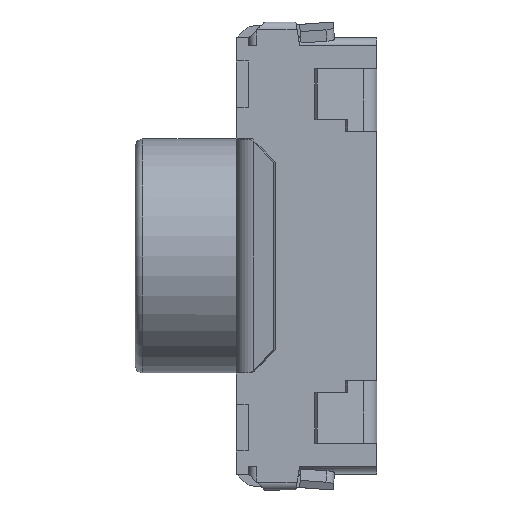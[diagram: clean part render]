
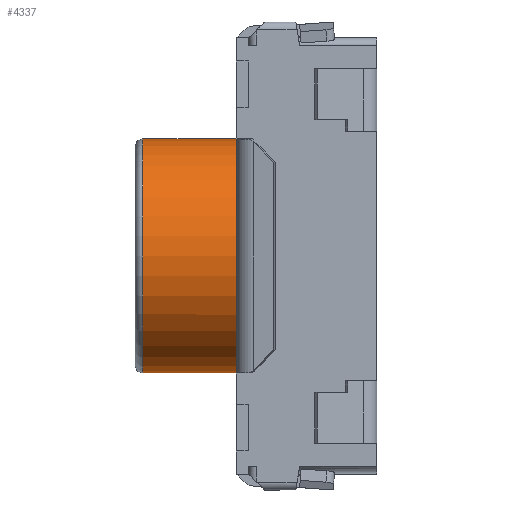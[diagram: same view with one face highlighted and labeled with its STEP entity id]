
A CAD part, left-side view. The second image highlights one B-rep face of the part: STEP entity #4337.
In plain terms, the highlighted cylindrical face has radius 1.5 mm (diameter 3 mm), a partial arc.
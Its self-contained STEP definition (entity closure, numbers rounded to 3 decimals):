
#18 = CARTESIAN_POINT ( 'NONE',  ( 0., 3., 1.5 ) ) ;
#144 = CARTESIAN_POINT ( 'NONE',  ( 0., 1.65, -1.5 ) ) ;
#156 = VERTEX_POINT ( 'NONE', #18 ) ;
#1129 = VERTEX_POINT ( 'NONE', #144 ) ;
#1303 = AXIS2_PLACEMENT_3D ( 'NONE', #8178, #1518, #2183 ) ;
#1447 = VECTOR ( 'NONE', #5076, 1000. ) ;
#1518 = DIRECTION ( 'NONE',  ( 0., -1., 0. ) ) ;
#1605 = CARTESIAN_POINT ( 'NONE',  ( 0., 1.65, 0. ) ) ;
#2183 = DIRECTION ( 'NONE',  ( 0., 0., -1. ) ) ;
#2270 = DIRECTION ( 'NONE',  ( 0., 0., 1. ) ) ;
#2420 = CARTESIAN_POINT ( 'NONE',  ( 0., 1.65, 1.5 ) ) ;
#2435 = ORIENTED_EDGE ( 'NONE', *, *, #7742, .T. ) ;
#2788 = DIRECTION ( 'NONE',  ( 0., -1., 0. ) ) ;
#3259 = AXIS2_PLACEMENT_3D ( 'NONE', #6795, #2788, #7463 ) ;
#3413 = EDGE_CURVE ( 'NONE', #3816, #1129, #4585, .T. ) ;
#3816 = VERTEX_POINT ( 'NONE', #6400 ) ;
#4337 = ADVANCED_FACE ( 'NONE', ( #7483 ), #6857, .T. ) ;
#4356 = VECTOR ( 'NONE', #5739, 1000. ) ;
#4585 = LINE ( 'NONE', #5053, #4356 ) ;
#4773 = ORIENTED_EDGE ( 'NONE', *, *, #8269, .F. ) ;
#5053 = CARTESIAN_POINT ( 'NONE',  ( 0., 3.1, -1.5 ) ) ;
#5076 = DIRECTION ( 'NONE',  ( 0., -1., 0. ) ) ;
#5523 = EDGE_LOOP ( 'NONE', ( #4773, #7825, #7946, #2435 ) ) ;
#5661 = VERTEX_POINT ( 'NONE', #2420 ) ;
#5728 = AXIS2_PLACEMENT_3D ( 'NONE', #1605, #6294, #2270 ) ;
#5727 = CARTESIAN_POINT ( 'NONE',  ( 0., 3.1, 1.5 ) ) ;
#5739 = DIRECTION ( 'NONE',  ( 0., -1., 0. ) ) ;
#6071 = CIRCLE ( 'NONE', #3259, 1.5 ) ;
#6294 = DIRECTION ( 'NONE',  ( 0., 1., 0. ) ) ;
#6400 = CARTESIAN_POINT ( 'NONE',  ( 0., 3., -1.5 ) ) ;
#6760 = EDGE_CURVE ( 'NONE', #156, #3816, #6071, .T. ) ;
#6773 = LINE ( 'NONE', #5727, #1447 ) ;
#6795 = CARTESIAN_POINT ( 'NONE',  ( 0., 3., 0. ) ) ;
#6857 = CYLINDRICAL_SURFACE ( 'NONE', #1303, 1.5 ) ;
#7409 = CIRCLE ( 'NONE', #5728, 1.5 ) ;
#7463 = DIRECTION ( 'NONE',  ( 0., 0., 1. ) ) ;
#7483 = FACE_OUTER_BOUND ( 'NONE', #5523, .T. ) ;
#7742 = EDGE_CURVE ( 'NONE', #1129, #5661, #7409, .T. ) ;
#7825 = ORIENTED_EDGE ( 'NONE', *, *, #6760, .T. ) ;
#7946 = ORIENTED_EDGE ( 'NONE', *, *, #3413, .T. ) ;
#8178 = CARTESIAN_POINT ( 'NONE',  ( 0., 3.1, 0. ) ) ;
#8269 = EDGE_CURVE ( 'NONE', #156, #5661, #6773, .T. ) ;
